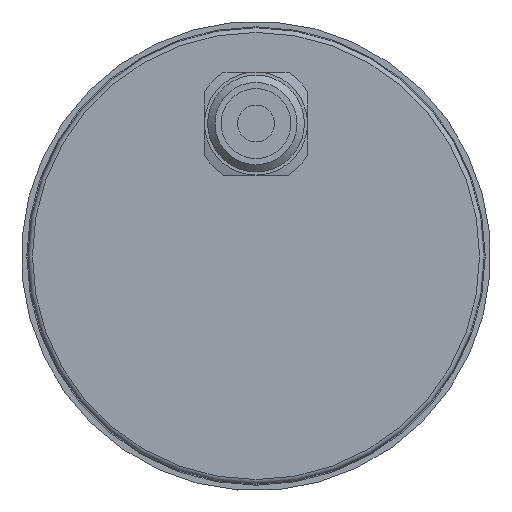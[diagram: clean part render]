
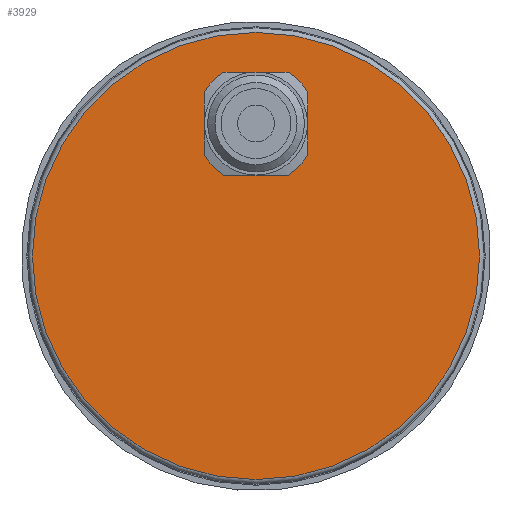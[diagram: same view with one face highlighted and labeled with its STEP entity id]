
A CAD part, front view. The second image highlights one B-rep face of the part: STEP entity #3929.
In plain terms, the highlighted planar face has unit normal (0, -1, 0).
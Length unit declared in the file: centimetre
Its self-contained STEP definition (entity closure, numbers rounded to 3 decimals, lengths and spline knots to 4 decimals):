
#151=FACE_BOUND('',#444,.T.);
#182=CIRCLE('',#4152,3.0386);
#183=CIRCLE('',#4153,0.825);
#184=CIRCLE('',#4154,0.825);
#185=CIRCLE('',#4155,0.825);
#186=CIRCLE('',#4156,0.825);
#224=FACE_OUTER_BOUND('',#443,.T.);
#443=EDGE_LOOP('',(#2509));
#444=EDGE_LOOP('',(#2510,#2511,#2512,#2513,#2514,#2515,#2516,#2517));
#697=LINE('',#4941,#997);
#698=LINE('',#4945,#998);
#699=LINE('',#4949,#999);
#700=LINE('',#4953,#1000);
#997=VECTOR('',#4304,0.8732);
#998=VECTOR('',#4307,0.8732);
#999=VECTOR('',#4310,0.8732);
#1000=VECTOR('',#4313,0.8732);
#1549=VERTEX_POINT('',#4937);
#1550=VERTEX_POINT('',#4939);
#1551=VERTEX_POINT('',#4940);
#1552=VERTEX_POINT('',#4942);
#1553=VERTEX_POINT('',#4944);
#1554=VERTEX_POINT('',#4946);
#1555=VERTEX_POINT('',#4948);
#1556=VERTEX_POINT('',#4950);
#1557=VERTEX_POINT('',#4952);
#1936=EDGE_CURVE('',#1549,#1549,#182,.T.);
#1937=EDGE_CURVE('',#1550,#1551,#697,.T.);
#1938=EDGE_CURVE('',#1551,#1552,#183,.T.);
#1939=EDGE_CURVE('',#1552,#1553,#698,.T.);
#1940=EDGE_CURVE('',#1553,#1554,#184,.T.);
#1941=EDGE_CURVE('',#1554,#1555,#699,.T.);
#1942=EDGE_CURVE('',#1555,#1556,#185,.T.);
#1943=EDGE_CURVE('',#1556,#1557,#700,.T.);
#1944=EDGE_CURVE('',#1557,#1550,#186,.T.);
#2509=ORIENTED_EDGE('',*,*,#1936,.T.);
#2510=ORIENTED_EDGE('',*,*,#1937,.T.);
#2511=ORIENTED_EDGE('',*,*,#1938,.T.);
#2512=ORIENTED_EDGE('',*,*,#1939,.T.);
#2513=ORIENTED_EDGE('',*,*,#1940,.T.);
#2514=ORIENTED_EDGE('',*,*,#1941,.T.);
#2515=ORIENTED_EDGE('',*,*,#1942,.T.);
#2516=ORIENTED_EDGE('',*,*,#1943,.T.);
#2517=ORIENTED_EDGE('',*,*,#1944,.T.);
#3629=PLANE('',#4151);
#3929=ADVANCED_FACE('',(#224,#151),#3629,.F.);
#4151=AXIS2_PLACEMENT_3D('',#4936,#4300,#4301);
#4152=AXIS2_PLACEMENT_3D('',#4938,#4302,#4303);
#4153=AXIS2_PLACEMENT_3D('',#4943,#4305,#4306);
#4154=AXIS2_PLACEMENT_3D('',#4947,#4308,#4309);
#4155=AXIS2_PLACEMENT_3D('',#4951,#4311,#4312);
#4156=AXIS2_PLACEMENT_3D('',#4954,#4314,#4315);
#4300=DIRECTION('center_axis',(0.,1.,0.));
#4301=DIRECTION('ref_axis',(0.,0.,1.));
#4302=DIRECTION('center_axis',(0.,-1.,0.));
#4303=DIRECTION('ref_axis',(0.,0.,
-1.));
#4304=DIRECTION('',(0.,0.,1.));
#4305=DIRECTION('center_axis',(0.,1.,0.));
#4306=DIRECTION('ref_axis',(1.,0.,0.));
#4307=DIRECTION('',(1.,0.,0.));
#4308=DIRECTION('center_axis',(0.,1.,0.));
#4309=DIRECTION('ref_axis',(1.,0.,0.));
#4310=DIRECTION('',(0.,0.,-1.));
#4311=DIRECTION('center_axis',(0.,1.,0.));
#4312=DIRECTION('ref_axis',(1.,0.,0.));
#4313=DIRECTION('',(-1.,0.,0.));
#4314=DIRECTION('center_axis',(0.,1.,0.));
#4315=DIRECTION('ref_axis',(1.,0.,0.));
#4936=CARTESIAN_POINT('Origin',(0.,2.416,
0.));
#4937=CARTESIAN_POINT('',(0.,2.416,-4.8386));
#4938=CARTESIAN_POINT('Origin',(0.,2.416,
-1.8));
#4939=CARTESIAN_POINT('',(-0.7,2.416,-0.4366));
#4940=CARTESIAN_POINT('',(-0.7,2.416,0.4366));
#4941=CARTESIAN_POINT('',(-0.7,2.416,0.35));
#4942=CARTESIAN_POINT('',(-0.4366,2.416,0.7));
#4943=CARTESIAN_POINT('Origin',(0.,2.416,0.));
#4944=CARTESIAN_POINT('',(0.4366,2.416,0.7));
#4945=CARTESIAN_POINT('',(0.35,2.416,0.7));
#4946=CARTESIAN_POINT('',(0.7,2.416,0.4366));
#4947=CARTESIAN_POINT('Origin',(0.,2.416,0.));
#4948=CARTESIAN_POINT('',(0.7,2.416,-0.4366));
#4949=CARTESIAN_POINT('',(0.7,2.416,-0.35));
#4950=CARTESIAN_POINT('',(0.4366,2.416,-0.7));
#4951=CARTESIAN_POINT('Origin',(0.,2.416,0.));
#4952=CARTESIAN_POINT('',(-0.4366,2.416,-0.7));
#4953=CARTESIAN_POINT('',(-0.35,2.416,-0.7));
#4954=CARTESIAN_POINT('Origin',(0.,2.416,0.));
